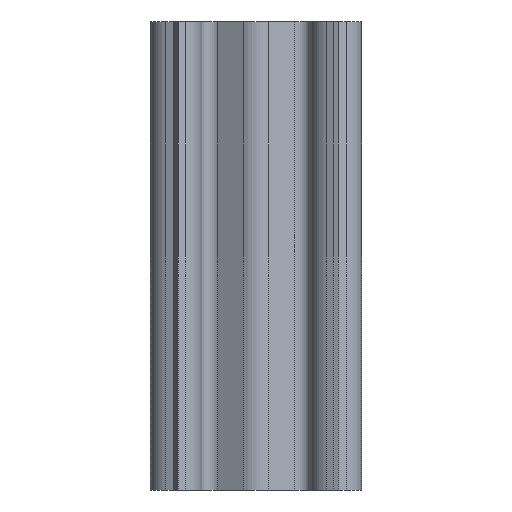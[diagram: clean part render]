
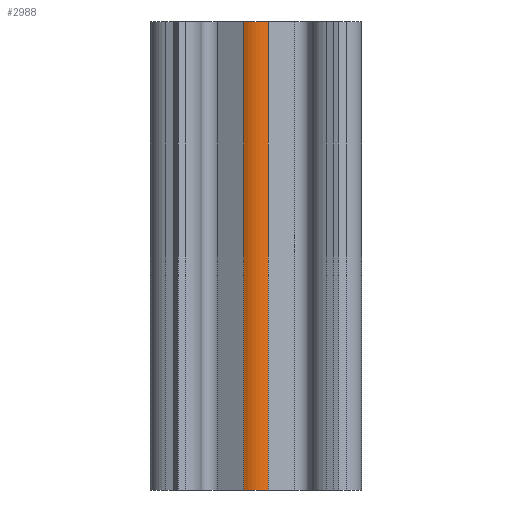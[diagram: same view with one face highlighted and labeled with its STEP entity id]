
A CAD part, front view. The second image highlights one B-rep face of the part: STEP entity #2988.
In plain terms, the highlighted cylindrical face has radius 2.7 mm (diameter 5.4 mm), a partial arc.
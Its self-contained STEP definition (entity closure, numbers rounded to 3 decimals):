
#87=CIRCLE('',#3235,2.7);
#88=CIRCLE('',#3236,2.7);
#199=CYLINDRICAL_SURFACE('',#3234,2.7);
#312=FACE_OUTER_BOUND('',#466,.T.);
#466=EDGE_LOOP('',(#2221,#2222,#2223,#2224));
#698=LINE('',#4756,#1006);
#699=LINE('',#4762,#1007);
#1006=VECTOR('',#3838,10.);
#1007=VECTOR('',#3845,10.);
#1311=VERTEX_POINT('',#4752);
#1312=VERTEX_POINT('',#4754);
#1313=VERTEX_POINT('',#4758);
#1314=VERTEX_POINT('',#4760);
#1690=EDGE_CURVE('',#1311,#1312,#698,.T.);
#1691=EDGE_CURVE('',#1313,#1311,#87,.T.);
#1692=EDGE_CURVE('',#1314,#1312,#88,.T.);
#1693=EDGE_CURVE('',#1313,#1314,#699,.T.);
#2221=ORIENTED_EDGE('',*,*,#1691,.T.);
#2222=ORIENTED_EDGE('',*,*,#1690,.T.);
#2223=ORIENTED_EDGE('',*,*,#1692,.F.);
#2224=ORIENTED_EDGE('',*,*,#1693,.F.);
#2988=ADVANCED_FACE('',(#312),#199,.T.);
#3234=AXIS2_PLACEMENT_3D('',#4757,#3839,#3840);
#3235=AXIS2_PLACEMENT_3D('',#4759,#3841,#3842);
#3236=AXIS2_PLACEMENT_3D('',#4761,#3843,#3844);
#3838=DIRECTION('',(0.,0.,1.));
#3839=DIRECTION('center_axis',(0.,0.,1.));
#3840=DIRECTION('ref_axis',(-0.5,-0.866,0.));
#3841=DIRECTION('center_axis',(0.,0.,1.));
#3842=DIRECTION('ref_axis',(-0.5,-0.866,0.));
#3843=DIRECTION('center_axis',(0.,0.,1.));
#3844=DIRECTION('ref_axis',(-0.5,-0.866,0.));
#3845=DIRECTION('',(0.,0.,1.));
#4752=CARTESIAN_POINT('',(-3.489,124.374,0.));
#4754=CARTESIAN_POINT('',(-3.489,124.374,51.));
#4756=CARTESIAN_POINT('',(-3.489,124.374,0.));
#4757=CARTESIAN_POINT('Origin',(-4.839,126.713,0.));
#4758=CARTESIAN_POINT('',(-6.189,124.374,0.));
#4759=CARTESIAN_POINT('Origin',(-4.839,126.713,0.));
#4760=CARTESIAN_POINT('',(-6.189,124.374,51.));
#4761=CARTESIAN_POINT('Origin',(-4.839,126.713,51.));
#4762=CARTESIAN_POINT('',(-6.189,124.374,0.));
